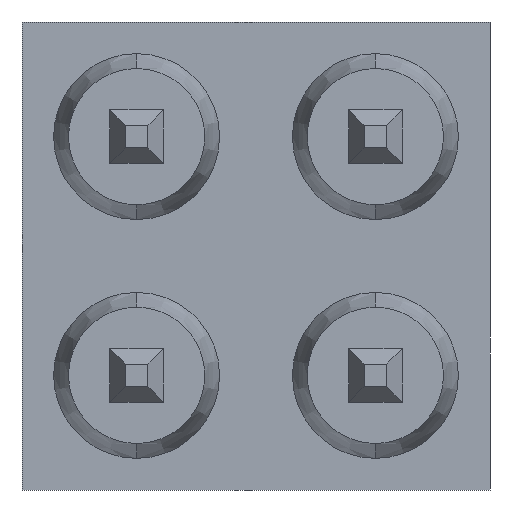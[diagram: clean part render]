
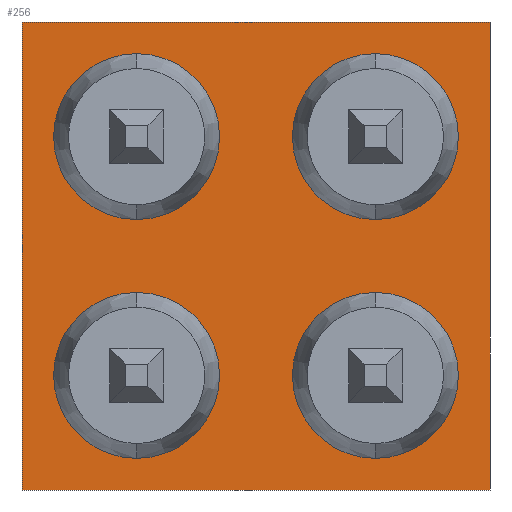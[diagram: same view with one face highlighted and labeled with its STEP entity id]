
A CAD part, front view. The second image highlights one B-rep face of the part: STEP entity #256.
In plain terms, the highlighted planar face has unit normal (0, -1, 0).
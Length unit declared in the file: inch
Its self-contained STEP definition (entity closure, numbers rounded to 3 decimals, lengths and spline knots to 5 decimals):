
#256 = ADVANCED_FACE ( 'NONE', ( #5100, #7434, #10775, #4143, #10111 ), #6579, .T. ) ;
#559 = ORIENTED_EDGE ( 'NONE', *, *, #7825, .F. ) ;
#585 = CIRCLE ( 'NONE', #766, 0.0695 ) ;
#641 = VECTOR ( 'NONE', #6250, 39.37008 ) ;
#675 = CARTESIAN_POINT ( 'NONE',  ( 0.096, 0., -0.096 ) ) ;
#685 = LINE ( 'NONE', #2365, #641 ) ;
#702 = CARTESIAN_POINT ( 'NONE',  ( 0.096, 0., -0.0265 ) ) ;
#766 = AXIS2_PLACEMENT_3D ( 'NONE', #675, #4883, #7505 ) ;
#812 = ORIENTED_EDGE ( 'NONE', *, *, #1432, .F. ) ;
#861 = CARTESIAN_POINT ( 'NONE',  ( 0., 0., -0.392 ) ) ;
#925 = AXIS2_PLACEMENT_3D ( 'NONE', #2392, #9154, #5746 ) ;
#926 = ORIENTED_EDGE ( 'NONE', *, *, #7224, .F. ) ;
#953 = VERTEX_POINT ( 'NONE', #9036 ) ;
#1132 = DIRECTION ( 'NONE',  ( 0., 0., -1. ) ) ;
#1212 = ORIENTED_EDGE ( 'NONE', *, *, #8836, .F. ) ;
#1326 = EDGE_CURVE ( 'NONE', #6363, #7908, #5239, .T. ) ;
#1334 = EDGE_CURVE ( 'NONE', #1613, #9260, #1541, .T. ) ;
#1432 = EDGE_CURVE ( 'NONE', #6421, #953, #4460, .T. ) ;
#1541 = CIRCLE ( 'NONE', #2931, 0.0695 ) ;
#1613 = VERTEX_POINT ( 'NONE', #5676 ) ;
#2023 = EDGE_LOOP ( 'NONE', ( #1212, #8311 ) ) ;
#2026 = CARTESIAN_POINT ( 'NONE',  ( 0.296, 0., -0.3655 ) ) ;
#2170 = DIRECTION ( 'NONE',  ( 1., 0., 0. ) ) ;
#2365 = CARTESIAN_POINT ( 'NONE',  ( 0., 0., -0.392 ) ) ;
#2392 = CARTESIAN_POINT ( 'NONE',  ( 0., 0., -0.392 ) ) ;
#2404 = EDGE_LOOP ( 'NONE', ( #3458, #559, #9527, #5400 ) ) ;
#2461 = CIRCLE ( 'NONE', #7932, 0.0695 ) ;
#2553 = EDGE_CURVE ( 'NONE', #6023, #3673, #585, .T. ) ;
#2611 = AXIS2_PLACEMENT_3D ( 'NONE', #9761, #6241, #8967 ) ;
#2612 = CIRCLE ( 'NONE', #4033, 0.0695 ) ;
#2741 = DIRECTION ( 'NONE',  ( 0., -1., 0. ) ) ;
#2872 = ORIENTED_EDGE ( 'NONE', *, *, #10658, .F. ) ;
#2900 = CARTESIAN_POINT ( 'NONE',  ( 0.096, 0., -0.096 ) ) ;
#2931 = AXIS2_PLACEMENT_3D ( 'NONE', #4499, #8564, #1132 ) ;
#2986 = VECTOR ( 'NONE', #5140, 39.37008 ) ;
#3091 = EDGE_CURVE ( 'NONE', #8571, #7908, #7263, .T. ) ;
#3142 = EDGE_LOOP ( 'NONE', ( #926, #812 ) ) ;
#3340 = EDGE_LOOP ( 'NONE', ( #5056, #2872 ) ) ;
#3458 = ORIENTED_EDGE ( 'NONE', *, *, #3091, .F. ) ;
#3637 = DIRECTION ( 'NONE',  ( 0., 0., -1. ) ) ;
#3673 = VERTEX_POINT ( 'NONE', #10632 ) ;
#3799 = AXIS2_PLACEMENT_3D ( 'NONE', #6064, #4547, #3637 ) ;
#3816 = VECTOR ( 'NONE', #7026, 39.37008 ) ;
#4033 = AXIS2_PLACEMENT_3D ( 'NONE', #9742, #7084, #10461 ) ;
#4143 = FACE_BOUND ( 'NONE', #3340, .T. ) ;
#4261 = CARTESIAN_POINT ( 'NONE',  ( 0.296, 0., -0.0265 ) ) ;
#4439 = DIRECTION ( 'NONE',  ( 0., 0., -1. ) ) ;
#4460 = CIRCLE ( 'NONE', #5868, 0.0695 ) ;
#4485 = EDGE_CURVE ( 'NONE', #5366, #10720, #8024, .T. ) ;
#4499 = CARTESIAN_POINT ( 'NONE',  ( 0.296, 0., -0.096 ) ) ;
#4547 = DIRECTION ( 'NONE',  ( 0., -1., 0. ) ) ;
#4883 = DIRECTION ( 'NONE',  ( 0., -1., 0. ) ) ;
#4963 = EDGE_LOOP ( 'NONE', ( #8641, #9757 ) ) ;
#5056 = ORIENTED_EDGE ( 'NONE', *, *, #2553, .F. ) ;
#5100 = FACE_BOUND ( 'NONE', #4963, .T. ) ;
#5140 = DIRECTION ( 'NONE',  ( 1., 0., 0. ) ) ;
#5239 = LINE ( 'NONE', #7676, #3816 ) ;
#5366 = VERTEX_POINT ( 'NONE', #7644 ) ;
#5400 = ORIENTED_EDGE ( 'NONE', *, *, #1326, .T. ) ;
#5532 = CARTESIAN_POINT ( 'NONE',  ( 0.296, 0., -0.296 ) ) ;
#5676 = CARTESIAN_POINT ( 'NONE',  ( 0.296, 0., -0.1655 ) ) ;
#5746 = DIRECTION ( 'NONE',  ( 0., 0., -1. ) ) ;
#5755 = CARTESIAN_POINT ( 'NONE',  ( 0.392, 0., -0.392 ) ) ;
#5784 = DIRECTION ( 'NONE',  ( 0., 0., -1. ) ) ;
#5833 = CIRCLE ( 'NONE', #7217, 0.0695 ) ;
#5868 = AXIS2_PLACEMENT_3D ( 'NONE', #8243, #10815, #5784 ) ;
#6023 = VERTEX_POINT ( 'NONE', #702 ) ;
#6064 = CARTESIAN_POINT ( 'NONE',  ( 0.296, 0., -0.296 ) ) ;
#6241 = DIRECTION ( 'NONE',  ( 0., -1., 0. ) ) ;
#6250 = DIRECTION ( 'NONE',  ( 0., 0., 1. ) ) ;
#6342 = CIRCLE ( 'NONE', #2611, 0.0695 ) ;
#6363 = VERTEX_POINT ( 'NONE', #5755 ) ;
#6421 = VERTEX_POINT ( 'NONE', #6911 ) ;
#6516 = DIRECTION ( 'NONE',  ( 0., -1., 0. ) ) ;
#6579 = PLANE ( 'NONE',  #925 ) ;
#6874 = LINE ( 'NONE', #861, #2986 ) ;
#6911 = CARTESIAN_POINT ( 'NONE',  ( 0.096, 0., -0.3655 ) ) ;
#7026 = DIRECTION ( 'NONE',  ( 0., 0., 1. ) ) ;
#7084 = DIRECTION ( 'NONE',  ( 0., -1., 0. ) ) ;
#7217 = AXIS2_PLACEMENT_3D ( 'NONE', #5532, #6516, #8981 ) ;
#7224 = EDGE_CURVE ( 'NONE', #953, #6421, #2612, .T. ) ;
#7263 = LINE ( 'NONE', #8097, #10339 ) ;
#7434 = FACE_BOUND ( 'NONE', #3142, .T. ) ;
#7505 = DIRECTION ( 'NONE',  ( 0., 0., -1. ) ) ;
#7644 = CARTESIAN_POINT ( 'NONE',  ( 0.296, 0., -0.2265 ) ) ;
#7676 = CARTESIAN_POINT ( 'NONE',  ( 0.392, 0., -0.392 ) ) ;
#7825 = EDGE_CURVE ( 'NONE', #10260, #8571, #685, .T. ) ;
#7908 = VERTEX_POINT ( 'NONE', #8835 ) ;
#7932 = AXIS2_PLACEMENT_3D ( 'NONE', #2900, #2741, #4439 ) ;
#8024 = CIRCLE ( 'NONE', #3799, 0.0695 ) ;
#8097 = CARTESIAN_POINT ( 'NONE',  ( 0., 0., 0. ) ) ;
#8243 = CARTESIAN_POINT ( 'NONE',  ( 0.096, 0., -0.296 ) ) ;
#8311 = ORIENTED_EDGE ( 'NONE', *, *, #1334, .F. ) ;
#8564 = DIRECTION ( 'NONE',  ( 0., -1., 0. ) ) ;
#8569 = CARTESIAN_POINT ( 'NONE',  ( 0., 0., -0.392 ) ) ;
#8571 = VERTEX_POINT ( 'NONE', #9026 ) ;
#8641 = ORIENTED_EDGE ( 'NONE', *, *, #4485, .F. ) ;
#8835 = CARTESIAN_POINT ( 'NONE',  ( 0.392, 0., 0. ) ) ;
#8836 = EDGE_CURVE ( 'NONE', #9260, #1613, #6342, .T. ) ;
#8967 = DIRECTION ( 'NONE',  ( 0., 0., -1. ) ) ;
#8981 = DIRECTION ( 'NONE',  ( 0., 0., -1. ) ) ;
#9026 = CARTESIAN_POINT ( 'NONE',  ( 0., 0., 0. ) ) ;
#9036 = CARTESIAN_POINT ( 'NONE',  ( 0.096, 0., -0.2265 ) ) ;
#9154 = DIRECTION ( 'NONE',  ( 0., -1., 0. ) ) ;
#9260 = VERTEX_POINT ( 'NONE', #4261 ) ;
#9449 = EDGE_CURVE ( 'NONE', #10720, #5366, #5833, .T. ) ;
#9527 = ORIENTED_EDGE ( 'NONE', *, *, #10220, .T. ) ;
#9742 = CARTESIAN_POINT ( 'NONE',  ( 0.096, 0., -0.296 ) ) ;
#9757 = ORIENTED_EDGE ( 'NONE', *, *, #9449, .F. ) ;
#9761 = CARTESIAN_POINT ( 'NONE',  ( 0.296, 0., -0.096 ) ) ;
#10111 = FACE_BOUND ( 'NONE', #2023, .T. ) ;
#10220 = EDGE_CURVE ( 'NONE', #10260, #6363, #6874, .T. ) ;
#10260 = VERTEX_POINT ( 'NONE', #8569 ) ;
#10339 = VECTOR ( 'NONE', #2170, 39.37008 ) ;
#10461 = DIRECTION ( 'NONE',  ( 0., 0., -1. ) ) ;
#10632 = CARTESIAN_POINT ( 'NONE',  ( 0.096, 0., -0.1655 ) ) ;
#10658 = EDGE_CURVE ( 'NONE', #3673, #6023, #2461, .T. ) ;
#10720 = VERTEX_POINT ( 'NONE', #2026 ) ;
#10775 = FACE_OUTER_BOUND ( 'NONE', #2404, .T. ) ;
#10815 = DIRECTION ( 'NONE',  ( 0., -1., 0. ) ) ;
